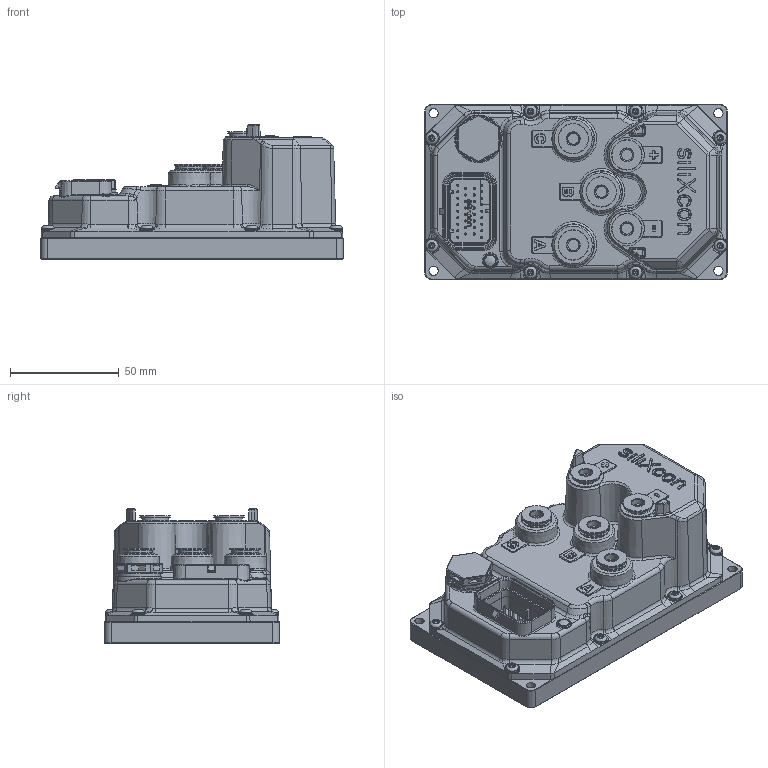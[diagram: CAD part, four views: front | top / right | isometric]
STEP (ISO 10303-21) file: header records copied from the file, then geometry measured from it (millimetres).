
FILE_DESCRIPTION(/* description */ (''),/* implementation_level */ '2;1');
FILE_NAME(/* name */ 'SX-MV-controller.step',/* time_stamp */ '2025-10-02T15:58:20+02:00',/* author */ (''),/* organization */ (''),/* preprocessor_version */ 'ST-DEVELOPER v20.1',/* originating_system */ 'Autodesk Translation Framework v14.17.0.0',/* authorisation */ '');
FILE_SCHEMA (('AUTOMOTIVE_DESIGN { 1 0 10303 214 3 1 1 }'));
Products named in the file (2): SX-40_assembly; SX_usb_cover
Assembly tree (1 placements, depth 2):
  SX-40_assembly
    SX_usb_cover
Bounding box: 139.3 x 80.6 x 61.95 mm (x, y, z)
Volume: 382490.5 mm3; surface area: 54058.2 mm2
Topology: 2 solids, 21 shells, 3426 faces, 8647 edges, 5387 vertices
Faces by surface type: plane 1158, cylinder 944, bspline 905, cone 286, torus 104, sphere 29
Full cylindrical faces by diameter (mm): 0.3 x25, 1 x64, 1.02 x3, 1.05 x1, 1.4 x30, 2.35 x48, 3 x40, 3.1 x8, 3.9 x1, 4.234 x4, 5 x1, 5.035 x5, 5.6 x8, 6 x5, 10 x1, 12.4 x5, 14 x8, 14.137 x4, 14.526 x2, 14.6 x1, 15.85 x5, 16 x2, 16.203 x2, 17.476 x1, 20 x1
Entity records: 166850 total; most frequent: CARTESIAN_POINT 90288, ORIENTED_EDGE 17162, DIRECTION 13539, EDGE_CURVE 8581, VERTEX_POINT 5387, AXIS2_PLACEMENT_3D 4642, LINE 4255, VECTOR 4255
